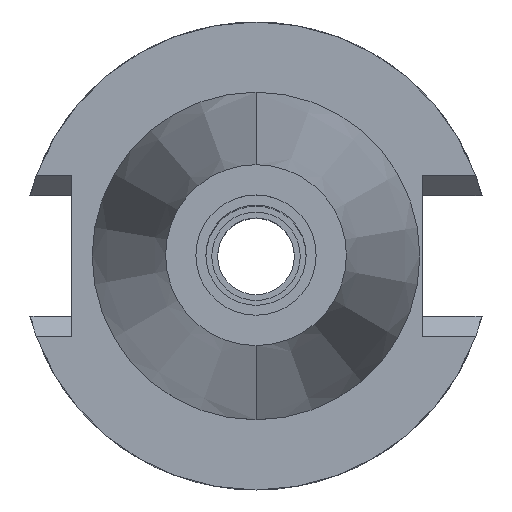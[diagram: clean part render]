
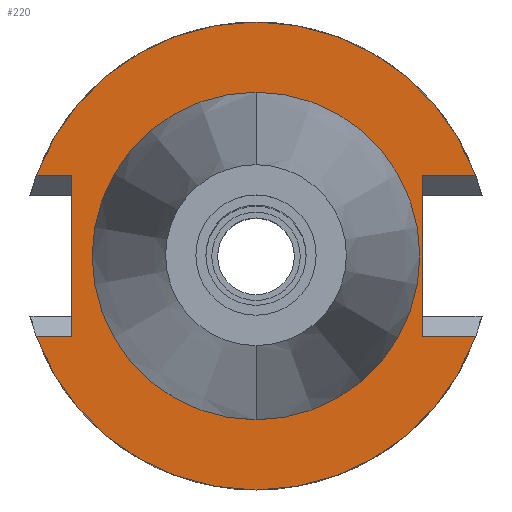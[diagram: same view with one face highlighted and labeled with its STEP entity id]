
A CAD part, top view. The second image highlights one B-rep face of the part: STEP entity #220.
In plain terms, the highlighted planar face has unit normal (0, 0, 1).
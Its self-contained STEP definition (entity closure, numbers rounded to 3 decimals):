
#24 = ORIENTED_EDGE ( 'NONE', *, *, #260, .F. ) ;
#43 = EDGE_CURVE ( 'NONE', #1962, #3179, #70, .T. ) ;
#70 = LINE ( 'NONE', #1099, #3004 ) ;
#102 = VERTEX_POINT ( 'NONE', #2537 ) ;
#116 = DIRECTION ( 'NONE',  ( 0., 0., 1. ) ) ;
#150 = ORIENTED_EDGE ( 'NONE', *, *, #2813, .F. ) ;
#193 = DIRECTION ( 'NONE',  ( 0., -1., 0. ) ) ;
#214 = CARTESIAN_POINT ( 'NONE',  ( -24.98, -10.89, -1. ) ) ;
#220 = ADVANCED_FACE ( 'NONE', ( #1711, #2516 ), #1961, .F. ) ;
#246 = DIRECTION ( 'NONE',  ( 0., 0., -1. ) ) ;
#249 = EDGE_CURVE ( 'NONE', #102, #2294, #479, .T. ) ;
#260 = EDGE_CURVE ( 'NONE', #2400, #2325, #2153, .T. ) ;
#265 = CARTESIAN_POINT ( 'NONE',  ( 22.57, 10.89, -1. ) ) ;
#276 = CARTESIAN_POINT ( 'NONE',  ( -29.824, -10.89, -1. ) ) ;
#304 = CARTESIAN_POINT ( 'NONE',  ( 29.824, 10.89, -1. ) ) ;
#334 = DIRECTION ( 'NONE',  ( 0., -1., 0. ) ) ;
#402 = ORIENTED_EDGE ( 'NONE', *, *, #249, .F. ) ;
#412 = EDGE_CURVE ( 'NONE', #1956, #2583, #2690, .T. ) ;
#423 = LINE ( 'NONE', #1480, #1084 ) ;
#428 = EDGE_CURVE ( 'NONE', #1818, #1956, #2419, .T. ) ;
#444 = EDGE_CURVE ( 'NONE', #2325, #2400, #861, .T. ) ;
#450 = CARTESIAN_POINT ( 'NONE',  ( 29.824, -10.89, -1. ) ) ;
#479 = CIRCLE ( 'NONE', #2367, 31.75 ) ;
#519 = ORIENTED_EDGE ( 'NONE', *, *, #1376, .F. ) ;
#527 = CARTESIAN_POINT ( 'NONE',  ( 22.57, -10.89, -1. ) ) ;
#528 = AXIS2_PLACEMENT_3D ( 'NONE', #1317, #2310, #3324 ) ;
#578 = ORIENTED_EDGE ( 'NONE', *, *, #412, .F. ) ;
#633 = EDGE_CURVE ( 'NONE', #2021, #1962, #423, .T. ) ;
#777 = ORIENTED_EDGE ( 'NONE', *, *, #444, .F. ) ;
#782 = CARTESIAN_POINT ( 'NONE',  ( 0., -22.225, -1. ) ) ;
#806 = CIRCLE ( 'NONE', #3121, 31.75 ) ;
#832 = DIRECTION ( 'NONE',  ( 0., 1., 0. ) ) ;
#861 = CIRCLE ( 'NONE', #2739, 22.225 ) ;
#870 = DIRECTION ( 'NONE',  ( 1., 0., 0. ) ) ;
#874 = CARTESIAN_POINT ( 'NONE',  ( -24.98, 10.89, -1. ) ) ;
#949 = DIRECTION ( 'NONE',  ( 0., -1., 0. ) ) ;
#991 = ORIENTED_EDGE ( 'NONE', *, *, #2831, .T. ) ;
#1084 = VECTOR ( 'NONE', #949, 1000. ) ;
#1099 = CARTESIAN_POINT ( 'NONE',  ( -24.98, -10.89, -1. ) ) ;
#1112 = CARTESIAN_POINT ( 'NONE',  ( 0., 22.225, -1. ) ) ;
#1158 = CARTESIAN_POINT ( 'NONE',  ( 22.57, -10.89, -1. ) ) ;
#1170 = ORIENTED_EDGE ( 'NONE', *, *, #43, .T. ) ;
#1259 = EDGE_LOOP ( 'NONE', ( #777, #24 ) ) ;
#1308 = LINE ( 'NONE', #3078, #2598 ) ;
#1317 = CARTESIAN_POINT ( 'NONE',  ( 0., 0., -1. ) ) ;
#1354 = CARTESIAN_POINT ( 'NONE',  ( 22.57, 10.89, -1. ) ) ;
#1376 = EDGE_CURVE ( 'NONE', #2021, #102, #1308, .T. ) ;
#1480 = CARTESIAN_POINT ( 'NONE',  ( -24.98, 10.89, -1. ) ) ;
#1521 = ORIENTED_EDGE ( 'NONE', *, *, #428, .F. ) ;
#1711 = FACE_OUTER_BOUND ( 'NONE', #1730, .T. ) ;
#1722 = VECTOR ( 'NONE', #1904, 1000. ) ;
#1730 = EDGE_LOOP ( 'NONE', ( #991, #402, #519, #2007, #1170, #150, #578, #1521 ) ) ;
#1818 = VERTEX_POINT ( 'NONE', #265 ) ;
#1870 = CARTESIAN_POINT ( 'NONE',  ( 0., 0., -1. ) ) ;
#1892 = VECTOR ( 'NONE', #2365, 1000. ) ;
#1904 = DIRECTION ( 'NONE',  ( 0., -1., 0. ) ) ;
#1916 = CARTESIAN_POINT ( 'NONE',  ( 22.57, 10.89, -1. ) ) ;
#1956 = VERTEX_POINT ( 'NONE', #527 ) ;
#1961 = PLANE ( 'NONE',  #1982 ) ;
#1962 = VERTEX_POINT ( 'NONE', #214 ) ;
#1982 = AXIS2_PLACEMENT_3D ( 'NONE', #2764, #3025, #193 ) ;
#2007 = ORIENTED_EDGE ( 'NONE', *, *, #633, .T. ) ;
#2021 = VERTEX_POINT ( 'NONE', #874 ) ;
#2087 = DIRECTION ( 'NONE',  ( -1., 0., 0. ) ) ;
#2153 = CIRCLE ( 'NONE', #528, 22.225 ) ;
#2294 = VERTEX_POINT ( 'NONE', #304 ) ;
#2310 = DIRECTION ( 'NONE',  ( 0., 0., 1. ) ) ;
#2325 = VERTEX_POINT ( 'NONE', #1112 ) ;
#2365 = DIRECTION ( 'NONE',  ( 1., 0., 0. ) ) ;
#2367 = AXIS2_PLACEMENT_3D ( 'NONE', #1870, #246, #832 ) ;
#2400 = VERTEX_POINT ( 'NONE', #782 ) ;
#2401 = LINE ( 'NONE', #1916, #1892 ) ;
#2419 = LINE ( 'NONE', #1354, #1722 ) ;
#2516 = FACE_BOUND ( 'NONE', #1259, .T. ) ;
#2537 = CARTESIAN_POINT ( 'NONE',  ( -29.824, 10.89, -1. ) ) ;
#2583 = VERTEX_POINT ( 'NONE', #450 ) ;
#2598 = VECTOR ( 'NONE', #2087, 1000. ) ;
#2639 = DIRECTION ( 'NONE',  ( 0., 0., -1. ) ) ;
#2690 = LINE ( 'NONE', #1158, #3226 ) ;
#2739 = AXIS2_PLACEMENT_3D ( 'NONE', #2972, #116, #2929 ) ;
#2764 = CARTESIAN_POINT ( 'NONE',  ( 0., 0., -1. ) ) ;
#2813 = EDGE_CURVE ( 'NONE', #2583, #3179, #806, .T. ) ;
#2831 = EDGE_CURVE ( 'NONE', #1818, #2294, #2401, .T. ) ;
#2929 = DIRECTION ( 'NONE',  ( 0., 1., 0. ) ) ;
#2972 = CARTESIAN_POINT ( 'NONE',  ( 0., 0., -1. ) ) ;
#3004 = VECTOR ( 'NONE', #3149, 1000. ) ;
#3025 = DIRECTION ( 'NONE',  ( 0., 0., -1. ) ) ;
#3078 = CARTESIAN_POINT ( 'NONE',  ( -24.98, 10.89, -1. ) ) ;
#3121 = AXIS2_PLACEMENT_3D ( 'NONE', #3197, #2639, #334 ) ;
#3149 = DIRECTION ( 'NONE',  ( -1., 0., 0. ) ) ;
#3179 = VERTEX_POINT ( 'NONE', #276 ) ;
#3197 = CARTESIAN_POINT ( 'NONE',  ( 0., 0., -1. ) ) ;
#3226 = VECTOR ( 'NONE', #870, 1000. ) ;
#3324 = DIRECTION ( 'NONE',  ( 0., -1., 0. ) ) ;
